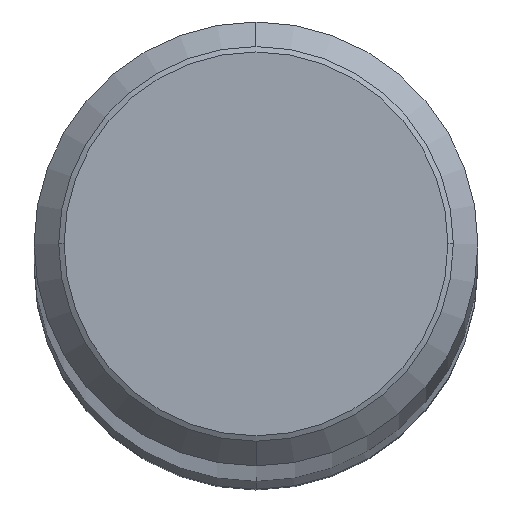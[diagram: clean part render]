
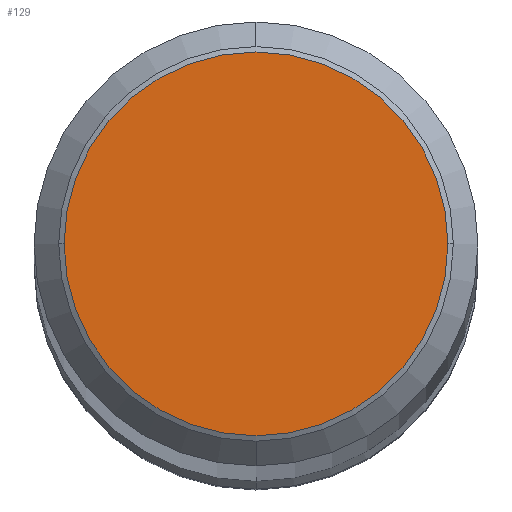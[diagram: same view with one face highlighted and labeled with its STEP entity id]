
A CAD part, top view. The second image highlights one B-rep face of the part: STEP entity #129.
In plain terms, the highlighted planar face has unit normal (0, 0, 1).
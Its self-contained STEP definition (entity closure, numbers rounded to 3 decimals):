
#129=ADVANCED_FACE('',(#320),#321,.T.);
#167=EDGE_CURVE('',#195,#223,#365,.T.);
#177=EDGE_CURVE('',#223,#195,#378,.T.);
#195=VERTEX_POINT('',#396);
#223=VERTEX_POINT('',#428);
#320=FACE_OUTER_BOUND('',#529,.T.);
#321=PLANE('',#530);
#365=CIRCLE('',#588,6.917);
#378=CIRCLE('',#603,6.917);
#396=CARTESIAN_POINT('',(6.917,0.,482.0));
#428=CARTESIAN_POINT('',(-6.917,0.,482.0));
#529=EDGE_LOOP('',(#775,#776));
#530=AXIS2_PLACEMENT_3D('',#777,#778,#779);
#588=AXIS2_PLACEMENT_3D('',#855,#856,#857);
#603=AXIS2_PLACEMENT_3D('',#887,#888,#889);
#775=ORIENTED_EDGE('',*,*,#177,.T.);
#776=ORIENTED_EDGE('',*,*,#167,.T.);
#777=CARTESIAN_POINT('',(0.,-3.5,482.0));
#778=DIRECTION('',(0.0,0.0,1.0));
#779=DIRECTION('',(0.,-1.0,0.0));
#855=CARTESIAN_POINT('',(0.,0.0,482.0));
#856=DIRECTION('',(0.0,0.0,1.0));
#857=DIRECTION('',(-1.0,0.,0.0));
#887=CARTESIAN_POINT('',(0.,0.0,482.0));
#888=DIRECTION('',(0.0,0.0,1.0));
#889=DIRECTION('',(-1.0,0.,0.0));
